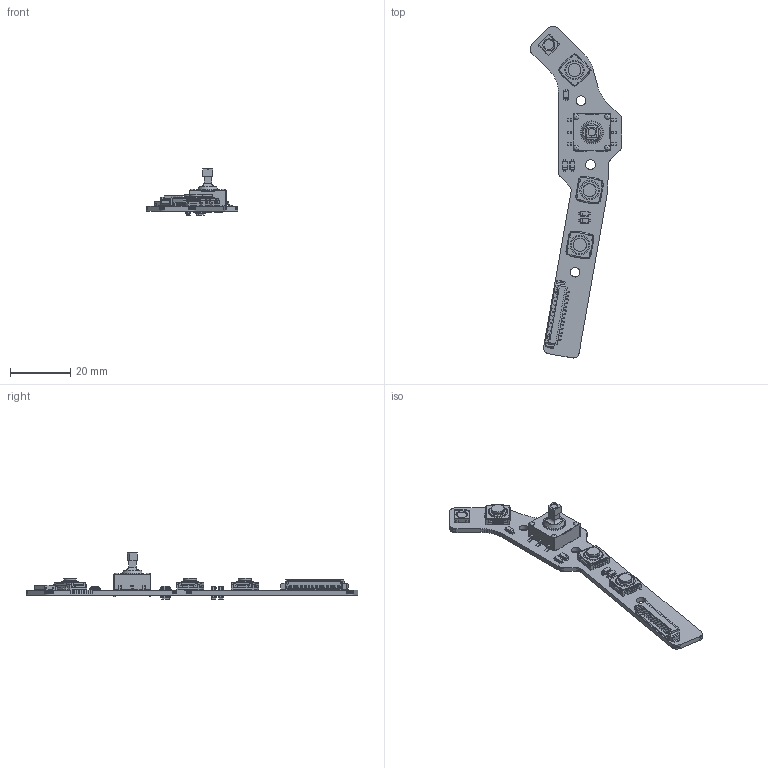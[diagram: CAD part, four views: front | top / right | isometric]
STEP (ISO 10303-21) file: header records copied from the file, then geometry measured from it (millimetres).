
FILE_DESCRIPTION(/* description */ (''),/* implementation_level */ '2;1');
FILE_NAME(/* name */ 'ENYA-SIMR-GTWL-PCSB_right.step',/* time_stamp */ '2023-06-30T14:10:49-04:00',/* author */ (''),/* organization */ (''),/* preprocessor_version */ 'ST-DEVELOPER v19.2',/* originating_system */ 'Autodesk Translation Framework v12.6.0.85',/* authorisation */ '');
FILE_SCHEMA (('AUTOMOTIVE_DESIGN { 1 0 10303 214 3 1 1 }'));
Length unit declared in the file: millimetre
Products named in the file (12): ENYA-SIMR-GTWL-PCSB_right; LED_WS2812B_PLCC4_5.0x5.0mm_P3.2mm; SOLID (2); 532611471; SOLID (3); SKSTAJE010; SOLID (1); JS5208; SOLID (4); D_SOD-123; SOLID; ENYA-SIMR-GTWL-PCSB PCB
Assembly tree (20 placements, depth 3):
  ENYA-SIMR-GTWL-PCSB_right
    D_SOD-123  x8
      SOLID
    SKSTAJE010  x3
      SOLID (1)
    LED_WS2812B_PLCC4_5.0x5.0mm_P3.2mm
      SOLID (2)
    532611471
      SOLID (3)
    JS5208
      SOLID (4)
    ENYA-SIMR-GTWL-PCSB PCB
Bounding box: 30.53 x 110.54 x 15.32 mm (x, y, z)
Volume: 3703.6 mm3; surface area: 6508 mm2
Topology: 15 solids, 16 shells, 2591 faces, 6821 edges, 4302 vertices
Faces by surface type: plane 2253, cylinder 325, sphere 5, cone 4, bspline 4
Full cylindrical faces by diameter (mm): 1.4 x2, 1.5 x1, 1.6 x4, 2.5 x1, 3.2 x3, 3.333 x1, 4.299 x3, 4.3 x3, 5.758 x3, 6.5 x3, 6.9 x1, 7 x1, 7.6 x1
Entity records: 50651 total; most frequent: CARTESIAN_POINT 9026, ORIENTED_EDGE 8628, DIRECTION 7983, EDGE_CURVE 4314, LINE 3849, VECTOR 3849, VERTEX_POINT 2796, AXIS2_PLACEMENT_3D 2067
